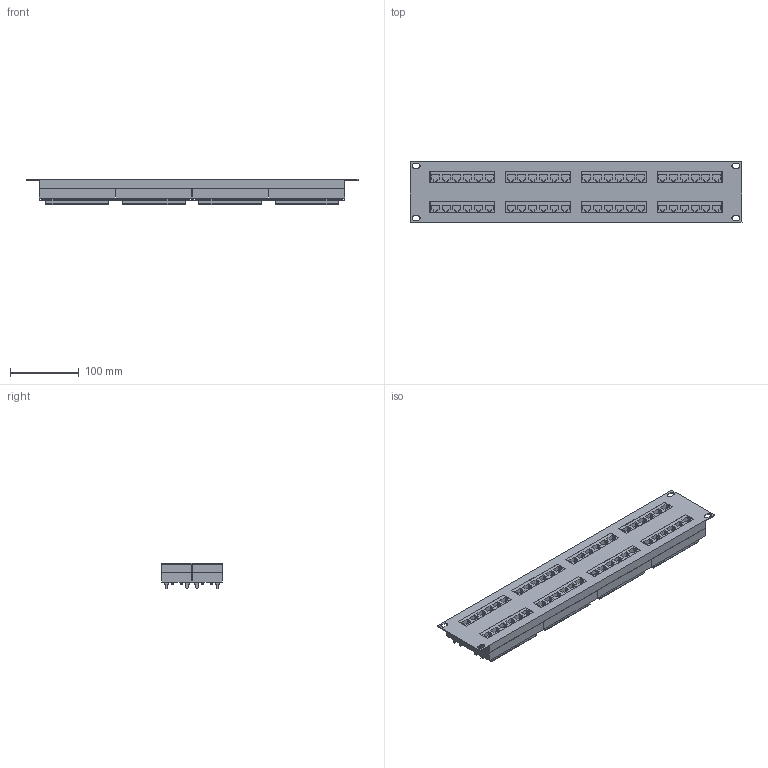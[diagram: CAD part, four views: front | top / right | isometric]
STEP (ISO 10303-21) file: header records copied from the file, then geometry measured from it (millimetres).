
FILE_DESCRIPTION (( 'STEP AP203' ), '1' );
FILE_NAME ('PP48-2UC6U-D05 ITK 2U ïàò÷-ïàíåëü êàò.6 UTP, 48 ïîðòîâ (Dual).STEP', '2016-09-07T07:29:19', ( '' ), ( '' ), 'SwSTEP 2.0', 'SolidWorks 2014', '' );
FILE_SCHEMA (( 'CONFIG_CONTROL_DESIGN' ));
Length unit declared in the file: millimetre
Products named in the file (2): PP48-2UC6U-D05 ITK 2U ïàò÷-ïàíåëü êàò.6 UTP, 48 ïîðòîâ (Dual)
Bounding box: 482 x 88 x 37.5 mm (x, y, z)
Volume: 1099711.3 mm3; surface area: 197217.7 mm2
Topology: 1 solids, 1 shells, 1253 faces, 3609 edges, 2406 vertices
Faces by surface type: plane 1241, cylinder 12
Entity records: 40526 total; most frequent: CARTESIAN_POINT 7270, ORIENTED_EDGE 7218, DIRECTION 6143, EDGE_CURVE 3609, VECTOR 3585, LINE 3585, VERTEX_POINT 2406, EDGE_LOOP 1373
